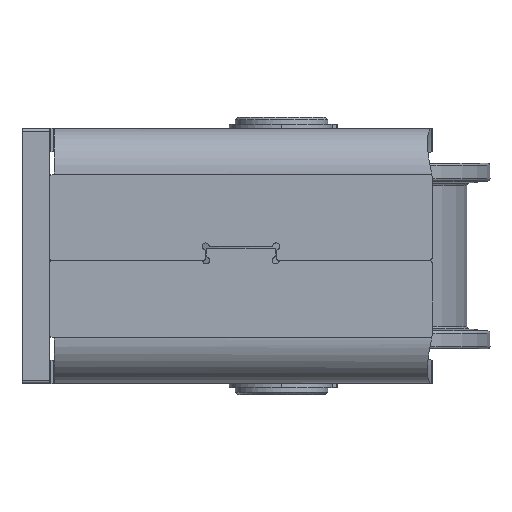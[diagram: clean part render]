
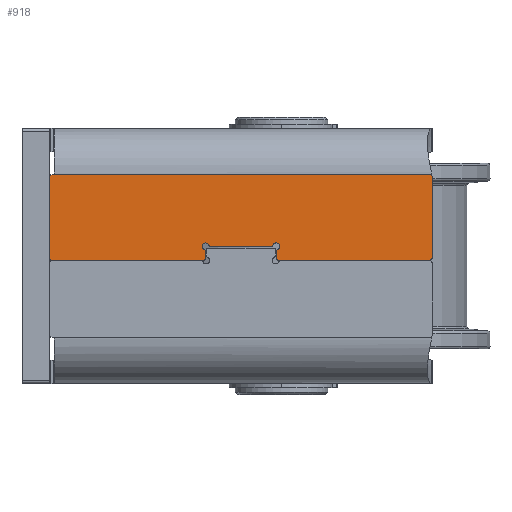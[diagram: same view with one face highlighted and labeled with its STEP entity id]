
A CAD part, left-side view. The second image highlights one B-rep face of the part: STEP entity #918.
In plain terms, the highlighted planar face has unit normal (-1, 0, 0).
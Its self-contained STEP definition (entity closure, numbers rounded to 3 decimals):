
#918=ADVANCED_FACE('',(#2112),#2113,.T.);
#2112=FACE_OUTER_BOUND('',#3812,.T.);
#2113=PLANE('',#3813);
#3812=EDGE_LOOP('',(#7117,#7118,#7119,#7120,#7121,#7122,#7123,#7124,#7125,#7126,#7127,#7128,#7129,#7130,#7131,#7132,#7133,#7134,#7135,#7136,#7137,#7138,#7139));
#3813=AXIS2_PLACEMENT_3D('',#7140,#7141,#7142);
#7117=ORIENTED_EDGE('',*,*,#10470,.T.);
#7118=ORIENTED_EDGE('',*,*,#10471,.T.);
#7119=ORIENTED_EDGE('',*,*,#10472,.T.);
#7120=ORIENTED_EDGE('',*,*,#10473,.T.);
#7121=ORIENTED_EDGE('',*,*,#10474,.F.);
#7122=ORIENTED_EDGE('',*,*,#9677,.T.);
#7123=ORIENTED_EDGE('',*,*,#10475,.T.);
#7124=ORIENTED_EDGE('',*,*,#10476,.F.);
#7125=ORIENTED_EDGE('',*,*,#10477,.F.);
#7126=ORIENTED_EDGE('',*,*,#10478,.F.);
#7127=ORIENTED_EDGE('',*,*,#9672,.T.);
#7128=ORIENTED_EDGE('',*,*,#10479,.T.);
#7129=ORIENTED_EDGE('',*,*,#10480,.F.);
#7130=ORIENTED_EDGE('',*,*,#10481,.F.);
#7131=ORIENTED_EDGE('',*,*,#10482,.T.);
#7132=ORIENTED_EDGE('',*,*,#10483,.T.);
#7133=ORIENTED_EDGE('',*,*,#10484,.T.);
#7134=ORIENTED_EDGE('',*,*,#10485,.T.);
#7135=ORIENTED_EDGE('',*,*,#10486,.F.);
#7136=ORIENTED_EDGE('',*,*,#10468,.T.);
#7137=ORIENTED_EDGE('',*,*,#10487,.F.);
#7138=ORIENTED_EDGE('',*,*,#10488,.T.);
#7139=ORIENTED_EDGE('',*,*,#9874,.F.);
#7140=CARTESIAN_POINT('',(-108.0,0.0,-1.85));
#7141=DIRECTION('',(-1.0,0.0,0.0));
#7142=DIRECTION('',(0.0,0.0,1.0));
#9672=EDGE_CURVE('',#11596,#11593,#11597,.T.);
#9677=EDGE_CURVE('',#11605,#11602,#11606,.T.);
#9874=EDGE_CURVE('',#11968,#11964,#11970,.T.);
#10468=EDGE_CURVE('',#12808,#12815,#12817,.T.);
#10470=EDGE_CURVE('',#11968,#12819,#12820,.T.);
#10471=EDGE_CURVE('',#12819,#12821,#12822,.T.);
#10472=EDGE_CURVE('',#12821,#12823,#12824,.T.);
#10473=EDGE_CURVE('',#12823,#12825,#12826,.T.);
#10474=EDGE_CURVE('',#11605,#12825,#12827,.T.);
#10475=EDGE_CURVE('',#11602,#12828,#12829,.T.);
#10476=EDGE_CURVE('',#12830,#12828,#12831,.T.);
#10477=EDGE_CURVE('',#12832,#12830,#12833,.T.);
#10478=EDGE_CURVE('',#11596,#12832,#12834,.T.);
#10479=EDGE_CURVE('',#11593,#12835,#12836,.T.);
#10480=EDGE_CURVE('',#12837,#12835,#12838,.T.);
#10481=EDGE_CURVE('',#12839,#12837,#12840,.T.);
#10482=EDGE_CURVE('',#12839,#12841,#12842,.T.);
#10483=EDGE_CURVE('',#12841,#12843,#12844,.T.);
#10484=EDGE_CURVE('',#12843,#12845,#12846,.T.);
#10485=EDGE_CURVE('',#12845,#12847,#12848,.T.);
#10486=EDGE_CURVE('',#12808,#12847,#12849,.T.);
#10487=EDGE_CURVE('',#12850,#12815,#12851,.T.);
#10488=EDGE_CURVE('',#12850,#11964,#12852,.T.);
#11593=VERTEX_POINT('',#14275);
#11596=VERTEX_POINT('',#14279);
#11597=CIRCLE('',#14280,1.5);
#11602=VERTEX_POINT('',#14286);
#11605=VERTEX_POINT('',#14290);
#11606=CIRCLE('',#14291,1.5);
#11964=VERTEX_POINT('',#14740);
#11968=VERTEX_POINT('',#14746);
#11970=LINE('',#14749,#14750);
#12808=VERTEX_POINT('',#15982);
#12815=VERTEX_POINT('',#16012);
#12817=LINE('',#16024,#16025);
#12819=VERTEX_POINT('',#16027);
#12820=CIRCLE('',#16028,1.0);
#12821=VERTEX_POINT('',#16029);
#12822=LINE('',#16030,#16031);
#12823=VERTEX_POINT('',#16032);
#12824=CIRCLE('',#16033,1.0);
#12825=VERTEX_POINT('',#16034);
#12826=LINE('',#16035,#16036);
#12827=CIRCLE('',#16037,1.0);
#12828=VERTEX_POINT('',#16038);
#12829=CIRCLE('',#16039,1.5);
#12830=VERTEX_POINT('',#16040);
#12831=CIRCLE('',#16041,1.0);
#12832=VERTEX_POINT('',#16042);
#12833=LINE('',#16043,#16044);
#12834=CIRCLE('',#16045,1.0);
#12835=VERTEX_POINT('',#16046);
#12836=CIRCLE('',#16047,1.5);
#12837=VERTEX_POINT('',#16048);
#12838=CIRCLE('',#16049,1.0);
#12839=VERTEX_POINT('',#16050);
#12840=LINE('',#16051,#16052);
#12841=VERTEX_POINT('',#16053);
#12842=CIRCLE('',#16054,1.0);
#12843=VERTEX_POINT('',#16055);
#12844=LINE('',#16056,#16057);
#12845=VERTEX_POINT('',#16058);
#12846=CIRCLE('',#16059,1.0);
#12847=VERTEX_POINT('',#16060);
#12848=LINE('',#16061,#16062);
#12849=CIRCLE('',#16063,5.0);
#12850=VERTEX_POINT('',#16064);
#12851=LINE('',#16065,#16066);
#12852=CIRCLE('',#16067,0.5);
#14275=CARTESIAN_POINT('',(-108.0,-99.125,3.55));
#14279=CARTESIAN_POINT('',(-108.0,-96.375,4.75));
#14280=AXIS2_PLACEMENT_3D('',#17803,#17804,#17805);
#14286=CARTESIAN_POINT('',(-108.0,-67.85,5.525));
#14290=CARTESIAN_POINT('',(-108.0,-66.65,2.775));
#14291=AXIS2_PLACEMENT_3D('',#17811,#17812,#17813);
#14740=CARTESIAN_POINT('',(-108.0,0.0,34.55));
#14746=CARTESIAN_POINT('',(-108.0,0.0,-0.85));
#14749=CARTESIAN_POINT('',(-108.0,0.0,-0.85));
#14750=VECTOR('',#18154,35.4);
#15982=CARTESIAN_POINT('',(-108.0,-164.92,35.05));
#16012=CARTESIAN_POINT('',(-108.0,-1.5,35.05));
#16024=CARTESIAN_POINT('',(-108.0,-164.92,35.05));
#16025=VECTOR('',#18895,163.42);
#16027=CARTESIAN_POINT('',(-108.0,-1.0,-1.85));
#16028=AXIS2_PLACEMENT_3D('',#18896,#18897,#18898);
#16029=CARTESIAN_POINT('',(-108.0,-66.25,-1.85));
#16030=CARTESIAN_POINT('',(-108.0,-1.0,-1.85));
#16031=VECTOR('',#18899,65.25);
#16032=CARTESIAN_POINT('',(-108.0,-67.25,-0.85));
#16033=AXIS2_PLACEMENT_3D('',#18900,#18901,#18902);
#16034=CARTESIAN_POINT('',(-108.0,-67.25,1.859));
#16035=CARTESIAN_POINT('',(-108.0,-67.25,-0.85));
#16036=VECTOR('',#18903,2.709);
#16037=AXIS2_PLACEMENT_3D('',#18904,#18905,#18906);
#16038=CARTESIAN_POINT('',(-108.0,-68.625,4.75));
#16039=AXIS2_PLACEMENT_3D('',#18907,#18908,#18909);
#16040=CARTESIAN_POINT('',(-108.0,-69.541,4.15));
#16041=AXIS2_PLACEMENT_3D('',#18910,#18911,#18912);
#16042=CARTESIAN_POINT('',(-108.0,-95.459,4.15));
#16043=CARTESIAN_POINT('',(-108.0,-95.459,4.15));
#16044=VECTOR('',#18913,25.917);
#16045=AXIS2_PLACEMENT_3D('',#18914,#18915,#18916);
#16046=CARTESIAN_POINT('',(-108.0,-98.35,2.775));
#16047=AXIS2_PLACEMENT_3D('',#18917,#18918,#18919);
#16048=CARTESIAN_POINT('',(-108.0,-97.75,1.859));
#16049=AXIS2_PLACEMENT_3D('',#18920,#18921,#18922);
#16050=CARTESIAN_POINT('',(-108.0,-97.75,-0.85));
#16051=CARTESIAN_POINT('',(-108.0,-97.75,-0.85));
#16052=VECTOR('',#18923,2.709);
#16053=CARTESIAN_POINT('',(-108.0,-98.75,-1.85));
#16054=AXIS2_PLACEMENT_3D('',#18924,#18925,#18926);
#16055=CARTESIAN_POINT('',(-108.0,-164.0,-1.85));
#16056=CARTESIAN_POINT('',(-108.0,-98.75,-1.85));
#16057=VECTOR('',#18927,65.25);
#16058=CARTESIAN_POINT('',(-108.0,-165.0,-0.85));
#16059=AXIS2_PLACEMENT_3D('',#18928,#18929,#18930);
#16060=CARTESIAN_POINT('',(-108.0,-165.0,34.161));
#16061=CARTESIAN_POINT('',(-108.0,-165.0,-0.85));
#16062=VECTOR('',#18931,35.011);
#16063=AXIS2_PLACEMENT_3D('',#18932,#18933,#18934);
#16064=CARTESIAN_POINT('',(-108.0,-0.5,35.05));
#16065=CARTESIAN_POINT('',(-108.0,-0.5,35.05));
#16066=VECTOR('',#18935,1.);
#16067=AXIS2_PLACEMENT_3D('',#18936,#18937,#18938);
#17803=CARTESIAN_POINT('',(-108.0,-97.75,4.15));
#17804=DIRECTION('',(1.0,0.0,-0.0));
#17805=DIRECTION('',(0.0,0.917,0.4));
#17811=CARTESIAN_POINT('',(-108.0,-67.25,4.15));
#17812=DIRECTION('',(1.0,0.0,0.0));
#17813=DIRECTION('',(0.0,0.4,-0.917));
#18154=DIRECTION('',(0.0,0.0,1.0));
#18895=DIRECTION('',(0.0,1.0,0.0));
#18896=CARTESIAN_POINT('',(-108.0,-1.0,-0.85));
#18897=DIRECTION('',(-1.0,0.0,0.0));
#18898=DIRECTION('',(0.0,1.0,0.0));
#18899=DIRECTION('',(0.0,-1.0,0.0));
#18900=CARTESIAN_POINT('',(-108.0,-66.25,-0.85));
#18901=DIRECTION('',(-1.0,-0.0,0.0));
#18902=DIRECTION('',(0.0,0.,-1.0));
#18903=DIRECTION('',(0.0,0.0,1.0));
#18904=CARTESIAN_POINT('',(-108.0,-66.25,1.859));
#18905=DIRECTION('',(1.0,0.0,0.0));
#18906=DIRECTION('',(0.0,-0.4,0.917));
#18907=CARTESIAN_POINT('',(-108.0,-67.25,4.15));
#18908=DIRECTION('',(1.0,0.0,0.0));
#18909=DIRECTION('',(0.0,0.4,-0.917));
#18910=CARTESIAN_POINT('',(-108.0,-69.541,5.15));
#18911=DIRECTION('',(1.0,0.0,0.0));
#18912=DIRECTION('',(0.0,0.0,-1.0));
#18913=DIRECTION('',(0.0,1.0,0.0));
#18914=CARTESIAN_POINT('',(-108.0,-95.459,5.15));
#18915=DIRECTION('',(1.0,0.0,0.0));
#18916=DIRECTION('',(0.0,-0.917,-0.4));
#18917=CARTESIAN_POINT('',(-108.0,-97.75,4.15));
#18918=DIRECTION('',(1.0,0.0,-0.0));
#18919=DIRECTION('',(0.0,0.917,0.4));
#18920=CARTESIAN_POINT('',(-108.0,-98.75,1.859));
#18921=DIRECTION('',(1.0,0.0,0.0));
#18922=DIRECTION('',(0.0,1.0,0.));
#18923=DIRECTION('',(0.0,0.0,1.0));
#18924=CARTESIAN_POINT('',(-108.0,-98.75,-0.85));
#18925=DIRECTION('',(-1.0,0.0,0.0));
#18926=DIRECTION('',(0.0,1.0,0.0));
#18927=DIRECTION('',(0.0,-1.0,0.0));
#18928=CARTESIAN_POINT('',(-108.0,-164.0,-0.85));
#18929=DIRECTION('',(-1.0,0.0,0.0));
#18930=DIRECTION('',(0.0,0.0,-1.0));
#18931=DIRECTION('',(0.0,0.0,1.0));
#18932=CARTESIAN_POINT('',(-108.0,-160.0,34.161));
#18933=DIRECTION('',(1.0,0.0,0.0));
#18934=DIRECTION('',(0.0,-0.984,0.178));
#18935=DIRECTION('',(0.0,-1.0,0.));
#18936=CARTESIAN_POINT('',(-108.0,-0.5,34.55));
#18937=DIRECTION('',(-1.0,0.0,0.0));
#18938=DIRECTION('',(0.0,0.0,1.0));
